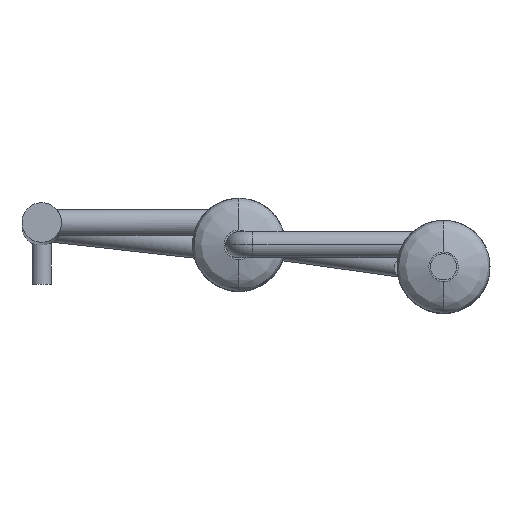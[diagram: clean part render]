
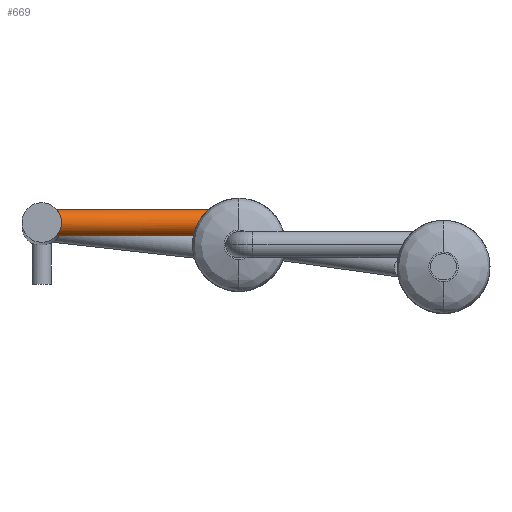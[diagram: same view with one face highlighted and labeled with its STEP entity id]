
A CAD part, top view. The second image highlights one B-rep face of the part: STEP entity #669.
In plain terms, the highlighted cylindrical face has radius 4 mm (diameter 8 mm), a partial arc.
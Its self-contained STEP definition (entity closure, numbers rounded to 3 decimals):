
#389=EDGE_CURVE('',#559,#577,#1005,.T.);
#487=VERTEX_POINT('',#1117);
#559=VERTEX_POINT('vertex.31',#1198);
#577=VERTEX_POINT('vertex.30',#1219);
#581=VERTEX_POINT('',#1224);
#605=EDGE_CURVE('',#487,#743,#1249,.T.);
#669=ADVANCED_FACE('face.22',(#1324),#1325,.T.);
#731=EDGE_CURVE('edge.31',#559,#581,#1393,.T.);
#743=VERTEX_POINT('',#1405);
#755=EDGE_CURVE('',#743,#577,#1417,.T.);
#863=EDGE_CURVE('',#487,#581,#1530,.T.);
#1005=LINE('',#1818,#1819);
#1117=CARTESIAN_POINT('',(4.472,-4.0,624.0));
#1198=CARTESIAN_POINT('',(50.837,4.0,624.0));
#1219=CARTESIAN_POINT('',(4.472,4.0,624.0));
#1224=CARTESIAN_POINT('',(46.145,-4.0,624.0));
#1249=B_SPLINE_CURVE_WITH_KNOTS('',3,(#2453,#2454,#2455,#2456,#2457,#2458,#2459,#2460,#2461,#2462,#2463,#2464,#2465,#2466,#2467,#2468,#2469,#2470),.UNSPECIFIED.,.F.,.F.,(4,2,2,2,2,2,2,2,4),(31.891,33.895,35.899,37.903,39.908,41.89,43.872,45.854,47.836),.UNSPECIFIED.);
#1324=FACE_OUTER_BOUND('',#2687,.T.);
#1325=CYLINDRICAL_SURFACE('',#2688,4.0);
#1393=B_SPLINE_CURVE_WITH_KNOTS('',3,(#2891,#2892,#2893,#2894,#2895,#2896,#2897,#2898,#2899,#2900,#2901,#2902,#2903,#2904,#2905,#2906,#2907,#2908,#2909,#2910,#2911,#2912,#2913,#2914,#2915,#2916,#2917,#2918,#2919,#2920,#2921,#2922,#2923,#2924),.UNSPECIFIED.,.F.,.F.,(4,2,2,2,2,2,2,2,2,2,2,2,2,2,2,2,4),(0.0,1.971,3.942,5.913,7.884,10.286,12.689,15.091,17.494,19.568,21.642,23.717,25.791,27.693,29.594,31.496,33.398),.UNSPECIFIED.);
#1405=CARTESIAN_POINT('',(6.0,0.,628.0));
#1417=B_SPLINE_CURVE_WITH_KNOTS('',3,(#2955,#2956,#2957,#2958,#2959,#2960,#2961,#2962,#2963,#2964,#2965,#2966,#2967,#2968,#2969,#2970,#2971,#2972),.UNSPECIFIED.,.F.,.F.,(4,2,2,2,2,2,2,2,4),(47.836,49.818,51.8,53.783,55.765,57.769,59.773,61.777,63.782),.UNSPECIFIED.);
#1530=LINE('',#3253,#3254);
#1818=CARTESIAN_POINT('',(27.655,4.0,624.0));
#1819=VECTOR('',#3508,1.0);
#2453=CARTESIAN_POINT('',(4.472,-4.0,624.0));
#2454=CARTESIAN_POINT('',(4.472,-4.,624.263));
#2455=CARTESIAN_POINT('',(4.496,-3.974,624.53));
#2456=CARTESIAN_POINT('',(4.587,-3.868,625.054));
#2457=CARTESIAN_POINT('',(4.655,-3.788,625.311));
#2458=CARTESIAN_POINT('',(4.815,-3.583,625.799));
#2459=CARTESIAN_POINT('',(4.908,-3.456,626.03));
#2460=CARTESIAN_POINT('',(5.1,-3.166,626.458));
#2461=CARTESIAN_POINT('',(5.199,-3.002,626.654));
#2462=CARTESIAN_POINT('',(5.383,-2.656,627.));
#2463=CARTESIAN_POINT('',(5.477,-2.461,627.164));
#2464=CARTESIAN_POINT('',(5.65,-2.033,627.454));
#2465=CARTESIAN_POINT('',(5.729,-1.8,627.582));
#2466=CARTESIAN_POINT('',(5.861,-1.309,627.789));
#2467=CARTESIAN_POINT('',(5.913,-1.051,627.869));
#2468=CARTESIAN_POINT('',(5.983,-0.527,627.974));
#2469=CARTESIAN_POINT('',(6.0,-0.26,628.0));
#2470=CARTESIAN_POINT('',(6.0,0.,628.0));
#2687=EDGE_LOOP('',(#3900,#3901,#3902,#3903,#3904));
#2688=AXIS2_PLACEMENT_3D('',#3905,#3906,#3907);
#2891=CARTESIAN_POINT('',(50.837,4.0,624.0));
#2892=CARTESIAN_POINT('',(50.837,4.0,624.259));
#2893=CARTESIAN_POINT('',(50.807,3.975,624.519));
#2894=CARTESIAN_POINT('',(50.693,3.875,625.025));
#2895=CARTESIAN_POINT('',(50.608,3.801,625.271));
#2896=CARTESIAN_POINT('',(50.401,3.613,625.734));
#2897=CARTESIAN_POINT('',(50.279,3.499,625.953));
#2898=CARTESIAN_POINT('',(50.016,3.243,626.353));
#2899=CARTESIAN_POINT('',(49.876,3.102,626.535));
#2900=CARTESIAN_POINT('',(49.567,2.775,626.893));
#2901=CARTESIAN_POINT('',(49.385,2.573,627.075));
#2902=CARTESIAN_POINT('',(49.01,2.129,627.398));
#2903=CARTESIAN_POINT('',(48.819,1.887,627.538));
#2904=CARTESIAN_POINT('',(48.443,1.377,627.766));
#2905=CARTESIAN_POINT('',(48.258,1.108,627.854));
#2906=CARTESIAN_POINT('',(47.908,0.558,627.971));
#2907=CARTESIAN_POINT('',(47.743,0.277,628.0));
#2908=CARTESIAN_POINT('',(47.462,-0.239,628.0));
#2909=CARTESIAN_POINT('',(47.334,-0.491,627.978));
#2910=CARTESIAN_POINT('',(47.095,-1.001,627.881));
#2911=CARTESIAN_POINT('',(46.983,-1.259,627.806));
#2912=CARTESIAN_POINT('',(46.783,-1.76,627.602));
#2913=CARTESIAN_POINT('',(46.694,-2.004,627.473));
#2914=CARTESIAN_POINT('',(46.541,-2.458,627.167));
#2915=CARTESIAN_POINT('',(46.476,-2.669,626.991));
#2916=CARTESIAN_POINT('',(46.373,-3.027,626.626));
#2917=CARTESIAN_POINT('',(46.33,-3.189,626.428));
#2918=CARTESIAN_POINT('',(46.259,-3.476,625.997));
#2919=CARTESIAN_POINT('',(46.23,-3.6,625.763));
#2920=CARTESIAN_POINT('',(46.186,-3.8,625.275));
#2921=CARTESIAN_POINT('',(46.17,-3.876,625.02));
#2922=CARTESIAN_POINT('',(46.15,-3.976,624.508));
#2923=CARTESIAN_POINT('',(46.145,-4.,624.25));
#2924=CARTESIAN_POINT('',(46.145,-4.0,624.0));
#2955=CARTESIAN_POINT('',(6.0,0.,628.0));
#2956=CARTESIAN_POINT('',(6.0,0.26,628.0));
#2957=CARTESIAN_POINT('',(5.983,0.527,627.974));
#2958=CARTESIAN_POINT('',(5.913,1.051,627.869));
#2959=CARTESIAN_POINT('',(5.861,1.309,627.789));
#2960=CARTESIAN_POINT('',(5.729,1.8,627.582));
#2961=CARTESIAN_POINT('',(5.65,2.033,627.454));
#2962=CARTESIAN_POINT('',(5.477,2.461,627.164));
#2963=CARTESIAN_POINT('',(5.383,2.656,627.));
#2964=CARTESIAN_POINT('',(5.199,3.002,626.654));
#2965=CARTESIAN_POINT('',(5.1,3.166,626.458));
#2966=CARTESIAN_POINT('',(4.908,3.456,626.03));
#2967=CARTESIAN_POINT('',(4.815,3.583,625.799));
#2968=CARTESIAN_POINT('',(4.655,3.788,625.311));
#2969=CARTESIAN_POINT('',(4.587,3.868,625.054));
#2970=CARTESIAN_POINT('',(4.496,3.974,624.53));
#2971=CARTESIAN_POINT('',(4.472,4.0,624.263));
#2972=CARTESIAN_POINT('',(4.472,4.0,624.0));
#3253=CARTESIAN_POINT('',(27.655,-4.0,624.0));
#3254=VECTOR('',#4086,1.0);
#3508=DIRECTION('',(-1.0,-0.0,-0.0));
#3900=ORIENTED_EDGE('',*,*,#863,.T.);
#3901=ORIENTED_EDGE('',*,*,#731,.F.);
#3902=ORIENTED_EDGE('',*,*,#389,.T.);
#3903=ORIENTED_EDGE('',*,*,#755,.F.);
#3904=ORIENTED_EDGE('',*,*,#605,.F.);
#3905=CARTESIAN_POINT('',(0.0,0.0,624.0));
#3906=DIRECTION('',(1.0,0.0,-0.0));
#3907=DIRECTION('',(0.0,-1.0,0.0));
#4086=DIRECTION('',(1.0,-0.0,0.0));
